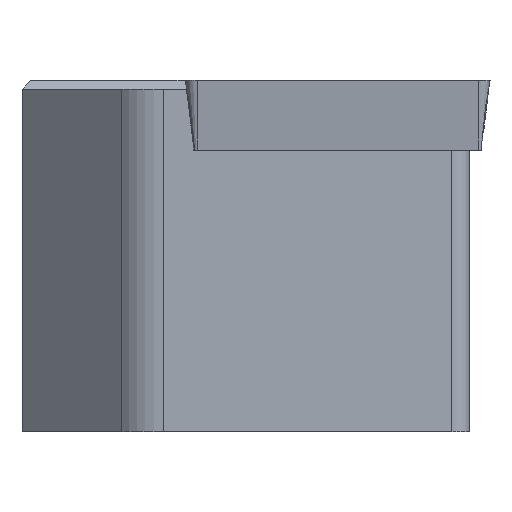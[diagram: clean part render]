
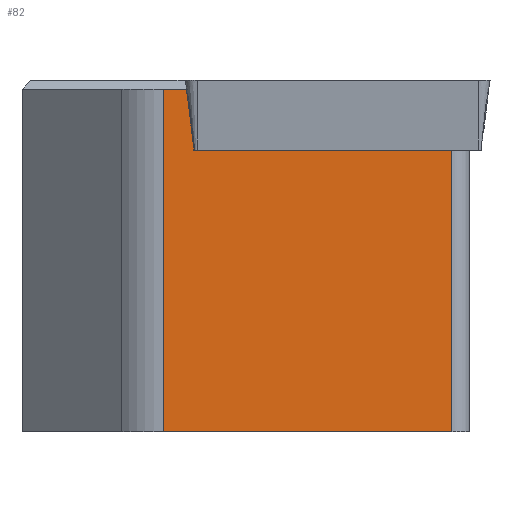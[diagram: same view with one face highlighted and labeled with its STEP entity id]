
A CAD part, left-side view. The second image highlights one B-rep face of the part: STEP entity #82.
In plain terms, the highlighted planar face has unit normal (-1, 0, 0).
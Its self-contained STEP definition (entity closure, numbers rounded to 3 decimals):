
#82=ADVANCED_FACE('',(#151),#118,.F.);
#118=PLANE('',#687);
#151=FACE_OUTER_BOUND('',#188,.T.);
#188=EDGE_LOOP('',(#309,#310,#311,#312,#313,#314));
#309=ORIENTED_EDGE('',*,*,#484,.T.);
#310=ORIENTED_EDGE('',*,*,#485,.T.);
#311=ORIENTED_EDGE('',*,*,#477,.F.);
#312=ORIENTED_EDGE('',*,*,#486,.F.);
#313=ORIENTED_EDGE('',*,*,#436,.F.);
#314=ORIENTED_EDGE('',*,*,#483,.T.);
#376=VERTEX_POINT('',#889);
#383=VERTEX_POINT('',#903);
#405=VERTEX_POINT('',#985);
#406=VERTEX_POINT('',#987);
#409=VERTEX_POINT('',#997);
#410=VERTEX_POINT('',#1001);
#436=EDGE_CURVE('',#383,#376,#519,.T.);
#477=EDGE_CURVE('',#405,#406,#559,.T.);
#483=EDGE_CURVE('',#383,#409,#564,.T.);
#484=EDGE_CURVE('',#409,#410,#565,.T.);
#485=EDGE_CURVE('',#410,#406,#566,.T.);
#486=EDGE_CURVE('',#376,#405,#567,.T.);
#519=LINE('',#904,#594);
#559=LINE('',#986,#634);
#564=LINE('',#998,#639);
#565=LINE('',#1000,#640);
#566=LINE('',#1002,#641);
#567=LINE('',#1003,#642);
#594=VECTOR('',#725,1.);
#634=VECTOR('',#805,1.);
#639=VECTOR('',#816,1.);
#640=VECTOR('',#819,1.);
#641=VECTOR('',#820,1.);
#642=VECTOR('',#821,1.);
#687=AXIS2_PLACEMENT_3D('',#1004,#822,#823);
#725=DIRECTION('',(0.,1.,0.));
#805=DIRECTION('',(0.,-1.,0.));
#816=DIRECTION('',(0.,0.,1.));
#819=DIRECTION('',(0.,1.,0.));
#820=DIRECTION('',(0.,0.14,0.99));
#821=DIRECTION('',(0.,0.,1.));
#822=DIRECTION('',(1.,0.,0.));
#823=DIRECTION('',(0.,1.,0.));
#889=CARTESIAN_POINT('',(0.492,-4.826,-12.));
#903=CARTESIAN_POINT('',(0.492,-14.691,-12.));
#904=CARTESIAN_POINT('',(0.492,-14.691,-12.));
#985=CARTESIAN_POINT('',(0.492,-4.826,-0.3));
#986=CARTESIAN_POINT('',(0.492,-14.691,-0.3));
#987=CARTESIAN_POINT('',(0.492,-5.618,-0.3));
#997=CARTESIAN_POINT('',(0.492,-14.691,-2.38));
#998=CARTESIAN_POINT('',(0.492,-14.691,-30.));
#1000=CARTESIAN_POINT('',(0.492,-14.691,-2.38));
#1001=CARTESIAN_POINT('',(0.492,-5.913,-2.38));
#1002=CARTESIAN_POINT('',(0.492,-9.925,-30.676));
#1003=CARTESIAN_POINT('',(0.492,-4.826,-30.));
#1004=CARTESIAN_POINT('',(0.492,-14.691,-30.));
